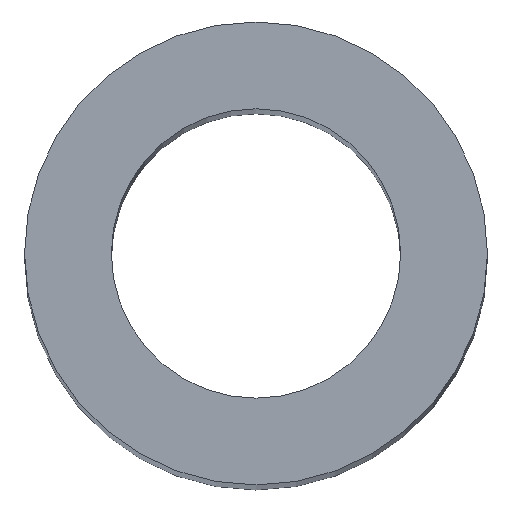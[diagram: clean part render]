
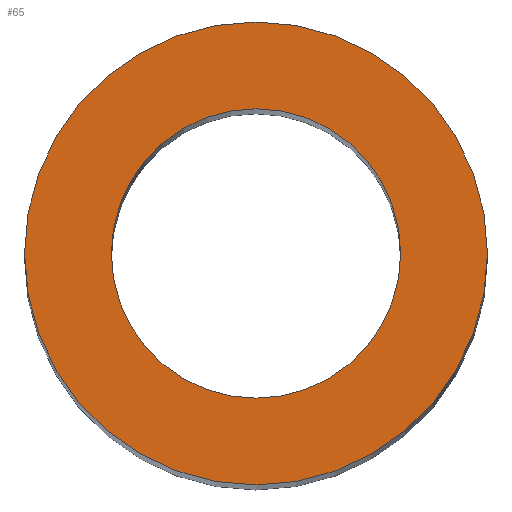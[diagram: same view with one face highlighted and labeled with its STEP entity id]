
A CAD part, top view. The second image highlights one B-rep face of the part: STEP entity #65.
In plain terms, the highlighted planar face has unit normal (0, 0, 1).
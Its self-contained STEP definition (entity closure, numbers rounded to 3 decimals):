
#2 = ORIENTED_EDGE ( 'NONE', *, *, #34, .T. ) ;
#7 = DIRECTION ( 'NONE',  ( 1., 0., 0. ) ) ;
#34 = EDGE_CURVE ( 'NONE', #243, #172, #79, .T. ) ;
#41 = FACE_OUTER_BOUND ( 'NONE', #210, .T. ) ;
#42 = CIRCLE ( 'NONE', #216, 16. ) ;
#44 = PLANE ( 'NONE',  #163 ) ;
#58 = EDGE_LOOP ( 'NONE', ( #136, #59 ) ) ;
#59 = ORIENTED_EDGE ( 'NONE', *, *, #127, .F. ) ;
#61 = DIRECTION ( 'NONE',  ( 0., 0., 1. ) ) ;
#62 = DIRECTION ( 'NONE',  ( 1., 0., 0. ) ) ;
#63 = CIRCLE ( 'NONE', #201, 10. ) ;
#65 = ADVANCED_FACE ( 'NONE', ( #41, #212 ), #44, .T. ) ;
#66 = DIRECTION ( 'NONE',  ( 1., 0., 0. ) ) ;
#69 = CARTESIAN_POINT ( 'NONE',  ( -16., 0., 200. ) ) ;
#75 = EDGE_CURVE ( 'NONE', #172, #243, #42, .T. ) ;
#78 = VERTEX_POINT ( 'NONE', #213 ) ;
#79 = CIRCLE ( 'NONE', #221, 16. ) ;
#80 = DIRECTION ( 'NONE',  ( 1., 0., 0. ) ) ;
#82 = DIRECTION ( 'NONE',  ( 0., 0., 1. ) ) ;
#83 = CARTESIAN_POINT ( 'NONE',  ( 16., 0., 200. ) ) ;
#89 = DIRECTION ( 'NONE',  ( 0., 0., 1. ) ) ;
#96 = CARTESIAN_POINT ( 'NONE',  ( 0., 0., 200. ) ) ;
#98 = VERTEX_POINT ( 'NONE', #192 ) ;
#99 = CARTESIAN_POINT ( 'NONE',  ( 0., 0., 200. ) ) ;
#111 = DIRECTION ( 'NONE',  ( 1., 0., 0. ) ) ;
#121 = CARTESIAN_POINT ( 'NONE',  ( 0., 0., 200. ) ) ;
#125 = AXIS2_PLACEMENT_3D ( 'NONE', #121, #89, #7 ) ;
#127 = EDGE_CURVE ( 'NONE', #78, #98, #63, .T. ) ;
#136 = ORIENTED_EDGE ( 'NONE', *, *, #198, .F. ) ;
#149 = CIRCLE ( 'NONE', #125, 10. ) ;
#157 = CARTESIAN_POINT ( 'NONE',  ( 0., 0., 200. ) ) ;
#163 = AXIS2_PLACEMENT_3D ( 'NONE', #227, #191, #80 ) ;
#167 = ORIENTED_EDGE ( 'NONE', *, *, #75, .T. ) ;
#172 = VERTEX_POINT ( 'NONE', #83 ) ;
#191 = DIRECTION ( 'NONE',  ( 0., 0., 1. ) ) ;
#192 = CARTESIAN_POINT ( 'NONE',  ( -10., 0., 200. ) ) ;
#198 = EDGE_CURVE ( 'NONE', #98, #78, #149, .T. ) ;
#201 = AXIS2_PLACEMENT_3D ( 'NONE', #99, #235, #66 ) ;
#210 = EDGE_LOOP ( 'NONE', ( #2, #167 ) ) ;
#212 = FACE_BOUND ( 'NONE', #58, .T. ) ;
#213 = CARTESIAN_POINT ( 'NONE',  ( 10., 0., 200. ) ) ;
#216 = AXIS2_PLACEMENT_3D ( 'NONE', #157, #82, #62 ) ;
#221 = AXIS2_PLACEMENT_3D ( 'NONE', #96, #61, #111 ) ;
#227 = CARTESIAN_POINT ( 'NONE',  ( 0., 0., 200. ) ) ;
#235 = DIRECTION ( 'NONE',  ( 0., 0., 1. ) ) ;
#243 = VERTEX_POINT ( 'NONE', #69 ) ;
